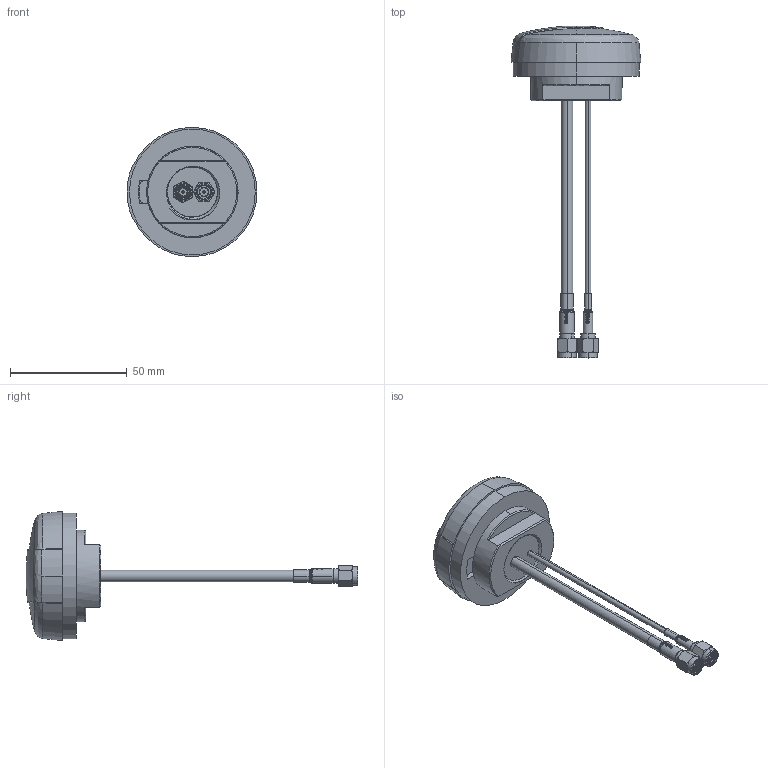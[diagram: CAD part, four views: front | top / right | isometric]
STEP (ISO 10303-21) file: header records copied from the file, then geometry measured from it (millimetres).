
FILE_DESCRIPTION (( 'STEP AP214' ), '1' );
FILE_NAME ('MA111.W.C.LB.001_web.STEP', '2020-06-03T05:30:49', ( '' ), ( '' ), 'SwSTEP 2.0', 'SolidWorks 2018', '' );
FILE_SCHEMA (( 'AUTOMOTIVE_DESIGN' ));
Length unit declared in the file: millimetre
Products named in the file (2): MA111.W.C.LB.001_web
Bounding box: 55.7 x 142.3 x 55.4 mm (x, y, z)
Surface area: 17118.2 mm2 (no closed solid volume)
Topology: 0 solids, 24 shells, 197 faces, 629 edges, 457 vertices
Faces by surface type: cylinder 82, plane 43, bspline 29, cone 25, torus 18
Entity records: 16244 total; most frequent: CARTESIAN_POINT 9191, ORIENTED_EDGE 1008, DIRECTION 885, EDGE_CURVE 627, VERTEX_POINT 457, AXIS2_PLACEMENT_3D 362, EDGE_LOOP 212, UNCERTAINTY_MEASURE_WITH_UNIT 199
